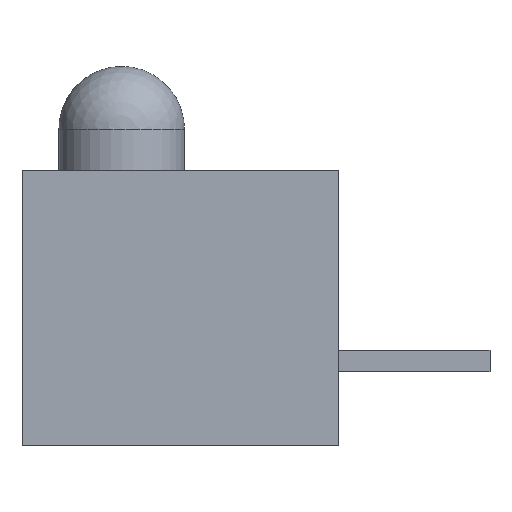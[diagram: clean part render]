
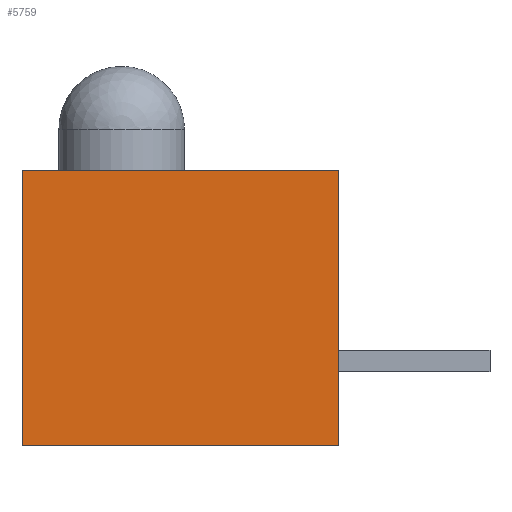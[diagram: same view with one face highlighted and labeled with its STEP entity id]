
A CAD part, left-side view. The second image highlights one B-rep face of the part: STEP entity #5759.
In plain terms, the highlighted planar face has unit normal (-1, 0, 0).
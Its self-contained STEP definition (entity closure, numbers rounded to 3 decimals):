
#5047 = ORIENTED_EDGE ( 'NONE', *, *, #5584, .T. ) ;
#5067 = ORIENTED_EDGE ( 'NONE', *, *, #5627, .F. ) ;
#5557 = VERTEX_POINT ( 'NONE', #10120 ) ;
#5582 = VERTEX_POINT ( 'NONE', #10236 ) ;
#5584 = EDGE_CURVE ( 'NONE', #5557, #5582, #10235, .T. ) ;
#5625 = VERTEX_POINT ( 'NONE', #10395 ) ;
#5627 = EDGE_CURVE ( 'NONE', #5625, #5628, #10394, .T. ) ;
#5628 = VERTEX_POINT ( 'NONE', #10390 ) ;
#5668 = EDGE_CURVE ( 'NONE', #5582, #5628, #10473, .T. ) ;
#5689 = EDGE_CURVE ( 'NONE', #5557, #5625, #10526, .T. ) ;
#5759 = ADVANCED_FACE ( 'NONE', ( #10737 ), #10723, .F. ) ;
#5760 = EDGE_LOOP ( 'NONE', ( #5047, #7741, #5067, #11404 ) ) ;
#7741 = ORIENTED_EDGE ( 'NONE', *, *, #5668, .T. ) ;
#10120 = CARTESIAN_POINT ( 'NONE',  ( -2.3, 3.65, 3.175 ) ) ;
#10232 = DIRECTION ( 'NONE',  ( 0., 0., -1. ) ) ;
#10233 = VECTOR ( 'NONE', #10232, 1000. ) ;
#10234 = CARTESIAN_POINT ( 'NONE',  ( -2.3, 3.65, -8.117 ) ) ;
#10235 = LINE ( 'NONE', #10234, #10233 ) ;
#10236 = CARTESIAN_POINT ( 'NONE',  ( -2.3, 3.65, -3.175 ) ) ;
#10390 = CARTESIAN_POINT ( 'NONE',  ( -2.3, -3.65, -3.175 ) ) ;
#10391 = DIRECTION ( 'NONE',  ( 0., 0., -1. ) ) ;
#10392 = VECTOR ( 'NONE', #10391, 1000. ) ;
#10393 = CARTESIAN_POINT ( 'NONE',  ( -2.3, -3.65, -8.117 ) ) ;
#10394 = LINE ( 'NONE', #10393, #10392 ) ;
#10395 = CARTESIAN_POINT ( 'NONE',  ( -2.3, -3.65, 3.175 ) ) ;
#10469 = DIRECTION ( 'NONE',  ( 0., -1., 0. ) ) ;
#10470 = VECTOR ( 'NONE', #10469, 1000. ) ;
#10471 = CARTESIAN_POINT ( 'NONE',  ( -2.3, 0.244, -3.175 ) ) ;
#10473 = LINE ( 'NONE', #10471, #10470 ) ;
#10523 = DIRECTION ( 'NONE',  ( 0., -1., 0. ) ) ;
#10524 = VECTOR ( 'NONE', #10523, 1000. ) ;
#10525 = CARTESIAN_POINT ( 'NONE',  ( -2.3, 0.244, 3.175 ) ) ;
#10526 = LINE ( 'NONE', #10525, #10524 ) ;
#10718 = DIRECTION ( 'NONE',  ( 0., 0., -1. ) ) ;
#10719 = DIRECTION ( 'NONE',  ( 1., 0., 0. ) ) ;
#10720 = CARTESIAN_POINT ( 'NONE',  ( -2.3, 0.244, -8.117 ) ) ;
#10721 = AXIS2_PLACEMENT_3D ( 'NONE', #10720, #10719, #10718 ) ;
#10723 = PLANE ( 'NONE',  #10721 ) ;
#10737 = FACE_OUTER_BOUND ( 'NONE', #5760, .T. ) ;
#11404 = ORIENTED_EDGE ( 'NONE', *, *, #5689, .F. ) ;
